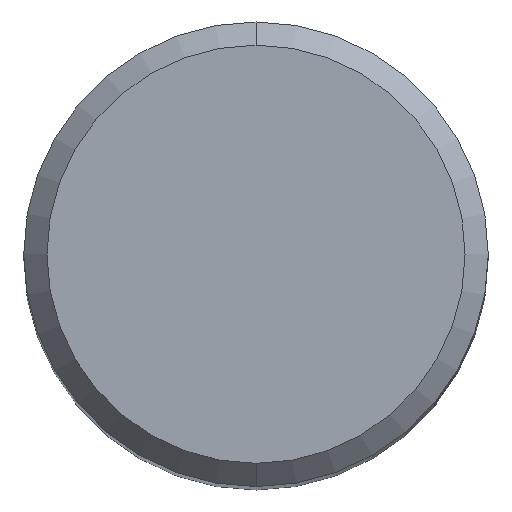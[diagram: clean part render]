
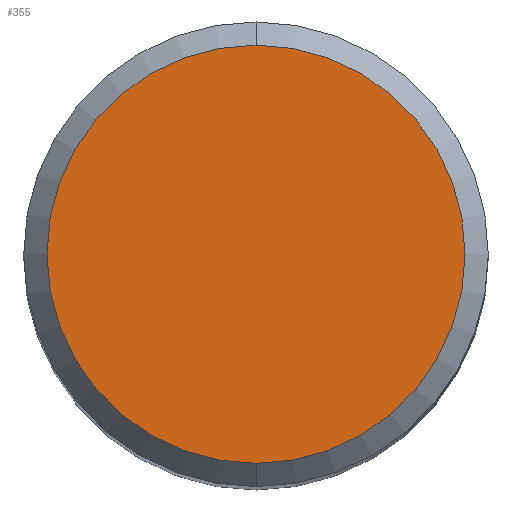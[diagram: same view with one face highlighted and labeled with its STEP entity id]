
A CAD part, top view. The second image highlights one B-rep face of the part: STEP entity #355.
In plain terms, the highlighted planar face has unit normal (0, 0, 1).
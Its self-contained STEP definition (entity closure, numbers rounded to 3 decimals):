
#233=VERTEX_POINT('',#532);
#355=ADVANCED_FACE('',(#664),#665,.T.);
#369=EDGE_CURVE('',#415,#233,#679,.T.);
#385=EDGE_CURVE('',#233,#415,#697,.T.);
#415=VERTEX_POINT('',#731);
#532=CARTESIAN_POINT('',(0.,-3.6,0.0));
#664=FACE_OUTER_BOUND('',#1238,.T.);
#665=PLANE('',#1239);
#679=CIRCLE('',#1260,3.6);
#697=CIRCLE('',#1287,3.6);
#731=CARTESIAN_POINT('',(0.0,3.6,0.0));
#1238=EDGE_LOOP('',(#1619,#1620));
#1239=AXIS2_PLACEMENT_3D('',#1621,#1622,#1623);
#1260=AXIS2_PLACEMENT_3D('',#1632,#1633,#1634);
#1287=AXIS2_PLACEMENT_3D('',#1653,#1654,#1655);
#1619=ORIENTED_EDGE('',*,*,#369,.F.);
#1620=ORIENTED_EDGE('',*,*,#385,.F.);
#1621=CARTESIAN_POINT('',(0.0,1.8,0.0));
#1622=DIRECTION('',(-0.0,0.0,1.0));
#1623=DIRECTION('',(0.0,-1.0,0.0));
#1632=CARTESIAN_POINT('',(0.0,0.0,0.0));
#1633=DIRECTION('',(0.0,0.0,-1.0));
#1634=DIRECTION('',(0.0,1.0,0.0));
#1653=CARTESIAN_POINT('',(0.0,0.0,0.0));
#1654=DIRECTION('',(0.0,0.0,-1.0));
#1655=DIRECTION('',(0.0,1.0,0.0));
